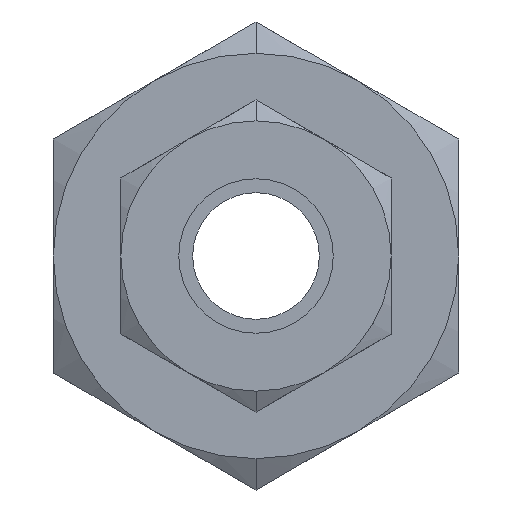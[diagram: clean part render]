
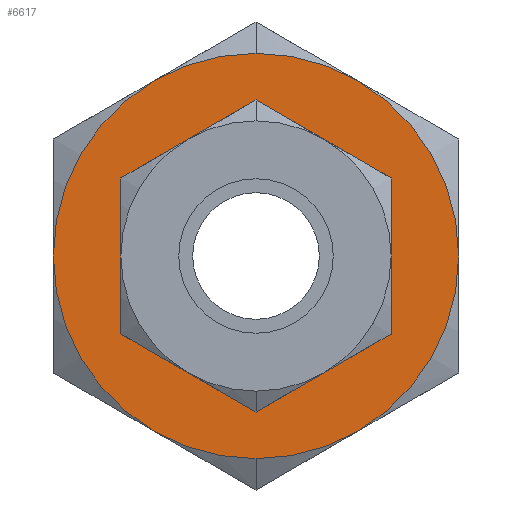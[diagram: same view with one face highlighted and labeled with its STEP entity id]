
A CAD part, left-side view. The second image highlights one B-rep face of the part: STEP entity #6617.
In plain terms, the highlighted planar face has unit normal (-1, 0, 0).
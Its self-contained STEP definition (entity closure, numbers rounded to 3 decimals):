
#3 = EDGE_CURVE ( 'NONE', #771, #6121, #1511, .T. ) ;
#193 = AXIS2_PLACEMENT_3D ( 'NONE', #6683, #5403, #6074 ) ;
#328 = AXIS2_PLACEMENT_3D ( 'NONE', #8561, #1993, #3250 ) ;
#440 = CARTESIAN_POINT ( 'NONE',  ( 21.84, 0., 0. ) ) ;
#441 = DIRECTION ( 'NONE',  ( -1., 0., 0. ) ) ;
#512 = EDGE_CURVE ( 'NONE', #1292, #4092, #4297, .T. ) ;
#587 = PLANE ( 'NONE',  #2653 ) ;
#648 = EDGE_LOOP ( 'NONE', ( #4923, #9248, #6544, #3629, #1688, #1514, #4477, #3072 ) ) ;
#683 = DIRECTION ( 'NONE',  ( -1., 0., 0. ) ) ;
#749 = DIRECTION ( 'NONE',  ( 1., 0., 0. ) ) ;
#771 = VERTEX_POINT ( 'NONE', #4981 ) ;
#879 = DIRECTION ( 'NONE',  ( -1., 0., 0. ) ) ;
#927 = CARTESIAN_POINT ( 'NONE',  ( 21.84, 0., 0. ) ) ;
#958 = EDGE_CURVE ( 'NONE', #2616, #1292, #7876, .T. ) ;
#1011 = CARTESIAN_POINT ( 'NONE',  ( 21.84, 0., 0. ) ) ;
#1292 = VERTEX_POINT ( 'NONE', #8287 ) ;
#1330 = CIRCLE ( 'NONE', #5936, 8.769 ) ;
#1409 = DIRECTION ( 'NONE',  ( 0., 1., 0. ) ) ;
#1511 = CIRCLE ( 'NONE', #6873, 16.665 ) ;
#1514 = ORIENTED_EDGE ( 'NONE', *, *, #5448, .T. ) ;
#1539 = VERTEX_POINT ( 'NONE', #3758 ) ;
#1688 = ORIENTED_EDGE ( 'NONE', *, *, #512, .T. ) ;
#1979 = VERTEX_POINT ( 'NONE', #8735 ) ;
#1993 = DIRECTION ( 'NONE',  ( -1., 0., 0. ) ) ;
#2044 = AXIS2_PLACEMENT_3D ( 'NONE', #3854, #2181, #2371 ) ;
#2149 = EDGE_CURVE ( 'NONE', #1539, #771, #3775, .T. ) ;
#2181 = DIRECTION ( 'NONE',  ( -1., 0., 0. ) ) ;
#2371 = DIRECTION ( 'NONE',  ( 0., -0.5, -0.866 ) ) ;
#2448 = VERTEX_POINT ( 'NONE', #8603 ) ;
#2449 = EDGE_CURVE ( 'NONE', #4107, #1979, #1330, .T. ) ;
#2598 = ORIENTED_EDGE ( 'NONE', *, *, #8630, .T. ) ;
#2606 = CARTESIAN_POINT ( 'NONE',  ( 21.84, 0., 0. ) ) ;
#2616 = VERTEX_POINT ( 'NONE', #5217 ) ;
#2653 = AXIS2_PLACEMENT_3D ( 'NONE', #3504, #5873, #1409 ) ;
#2840 = VERTEX_POINT ( 'NONE', #4372 ) ;
#3008 = ORIENTED_EDGE ( 'NONE', *, *, #2449, .T. ) ;
#3072 = ORIENTED_EDGE ( 'NONE', *, *, #4014, .T. ) ;
#3250 = DIRECTION ( 'NONE',  ( 0., 0.5, -0.866 ) ) ;
#3308 = CIRCLE ( 'NONE', #4519, 16.665 ) ;
#3504 = CARTESIAN_POINT ( 'NONE',  ( 21.84, 0., 0. ) ) ;
#3629 = ORIENTED_EDGE ( 'NONE', *, *, #958, .T. ) ;
#3696 = CIRCLE ( 'NONE', #193, 16.665 ) ;
#3745 = DIRECTION ( 'NONE',  ( -1., 0., 0. ) ) ;
#3758 = CARTESIAN_POINT ( 'NONE',  ( 21.84, -8.332, 14.432 ) ) ;
#3775 = CIRCLE ( 'NONE', #4698, 16.665 ) ;
#3854 = CARTESIAN_POINT ( 'NONE',  ( 21.84, 0., 0. ) ) ;
#3934 = DIRECTION ( 'NONE',  ( 0., 1., 0. ) ) ;
#3947 = CARTESIAN_POINT ( 'NONE',  ( 21.84, 0., 0. ) ) ;
#3949 = EDGE_CURVE ( 'NONE', #6121, #2616, #3308, .T. ) ;
#4014 = EDGE_CURVE ( 'NONE', #2448, #1539, #7748, .T. ) ;
#4092 = VERTEX_POINT ( 'NONE', #4807 ) ;
#4107 = VERTEX_POINT ( 'NONE', #8540 ) ;
#4297 = CIRCLE ( 'NONE', #328, 16.665 ) ;
#4350 = AXIS2_PLACEMENT_3D ( 'NONE', #1011, #8394, #3934 ) ;
#4372 = CARTESIAN_POINT ( 'NONE',  ( 21.84, -8.332, -14.432 ) ) ;
#4477 = ORIENTED_EDGE ( 'NONE', *, *, #7656, .T. ) ;
#4519 = AXIS2_PLACEMENT_3D ( 'NONE', #927, #879, #5974 ) ;
#4646 = CIRCLE ( 'NONE', #6803, 8.769 ) ;
#4698 = AXIS2_PLACEMENT_3D ( 'NONE', #2606, #441, #7686 ) ;
#4741 = CARTESIAN_POINT ( 'NONE',  ( 21.84, 8.332, 14.432 ) ) ;
#4807 = CARTESIAN_POINT ( 'NONE',  ( 21.84, 0., -16.665 ) ) ;
#4923 = ORIENTED_EDGE ( 'NONE', *, *, #2149, .T. ) ;
#4981 = CARTESIAN_POINT ( 'NONE',  ( 21.84, 0., 16.665 ) ) ;
#5116 = DIRECTION ( 'NONE',  ( 0., 0., 1. ) ) ;
#5199 = CARTESIAN_POINT ( 'NONE',  ( 21.84, 0., 0. ) ) ;
#5217 = CARTESIAN_POINT ( 'NONE',  ( 21.84, 16.665, 0. ) ) ;
#5403 = DIRECTION ( 'NONE',  ( -1., 0., 0. ) ) ;
#5448 = EDGE_CURVE ( 'NONE', #4092, #2840, #3696, .T. ) ;
#5873 = DIRECTION ( 'NONE',  ( 1., 0., 0. ) ) ;
#5936 = AXIS2_PLACEMENT_3D ( 'NONE', #8748, #749, #5116 ) ;
#5974 = DIRECTION ( 'NONE',  ( 0., 0.5, 0.866 ) ) ;
#6036 = CIRCLE ( 'NONE', #2044, 16.665 ) ;
#6074 = DIRECTION ( 'NONE',  ( 0., 0., -1. ) ) ;
#6121 = VERTEX_POINT ( 'NONE', #4741 ) ;
#6544 = ORIENTED_EDGE ( 'NONE', *, *, #3949, .T. ) ;
#6617 = ADVANCED_FACE ( 'NONE', ( #9453, #7161 ), #587, .F. ) ;
#6683 = CARTESIAN_POINT ( 'NONE',  ( 21.84, 0., 0. ) ) ;
#6803 = AXIS2_PLACEMENT_3D ( 'NONE', #440, #6974, #9171 ) ;
#6873 = AXIS2_PLACEMENT_3D ( 'NONE', #5199, #683, #7352 ) ;
#6881 = DIRECTION ( 'NONE',  ( 0., -1., 0. ) ) ;
#6974 = DIRECTION ( 'NONE',  ( 1., 0., 0. ) ) ;
#7161 = FACE_OUTER_BOUND ( 'NONE', #648, .T. ) ;
#7352 = DIRECTION ( 'NONE',  ( 0., 0., 1. ) ) ;
#7425 = EDGE_LOOP ( 'NONE', ( #2598, #3008 ) ) ;
#7656 = EDGE_CURVE ( 'NONE', #2840, #2448, #6036, .T. ) ;
#7686 = DIRECTION ( 'NONE',  ( 0., -0.5, 0.866 ) ) ;
#7748 = CIRCLE ( 'NONE', #8370, 16.665 ) ;
#7876 = CIRCLE ( 'NONE', #4350, 16.665 ) ;
#8287 = CARTESIAN_POINT ( 'NONE',  ( 21.84, 8.332, -14.432 ) ) ;
#8370 = AXIS2_PLACEMENT_3D ( 'NONE', #3947, #3745, #6881 ) ;
#8394 = DIRECTION ( 'NONE',  ( -1., 0., 0. ) ) ;
#8540 = CARTESIAN_POINT ( 'NONE',  ( 21.84, 0., 8.769 ) ) ;
#8561 = CARTESIAN_POINT ( 'NONE',  ( 21.84, 0., 0. ) ) ;
#8603 = CARTESIAN_POINT ( 'NONE',  ( 21.84, -16.665, 0. ) ) ;
#8630 = EDGE_CURVE ( 'NONE', #1979, #4107, #4646, .T. ) ;
#8735 = CARTESIAN_POINT ( 'NONE',  ( 21.84, 0., -8.769 ) ) ;
#8748 = CARTESIAN_POINT ( 'NONE',  ( 21.84, 0., 0. ) ) ;
#9171 = DIRECTION ( 'NONE',  ( 0., 0., -1. ) ) ;
#9248 = ORIENTED_EDGE ( 'NONE', *, *, #3, .T. ) ;
#9453 = FACE_BOUND ( 'NONE', #7425, .T. ) ;
